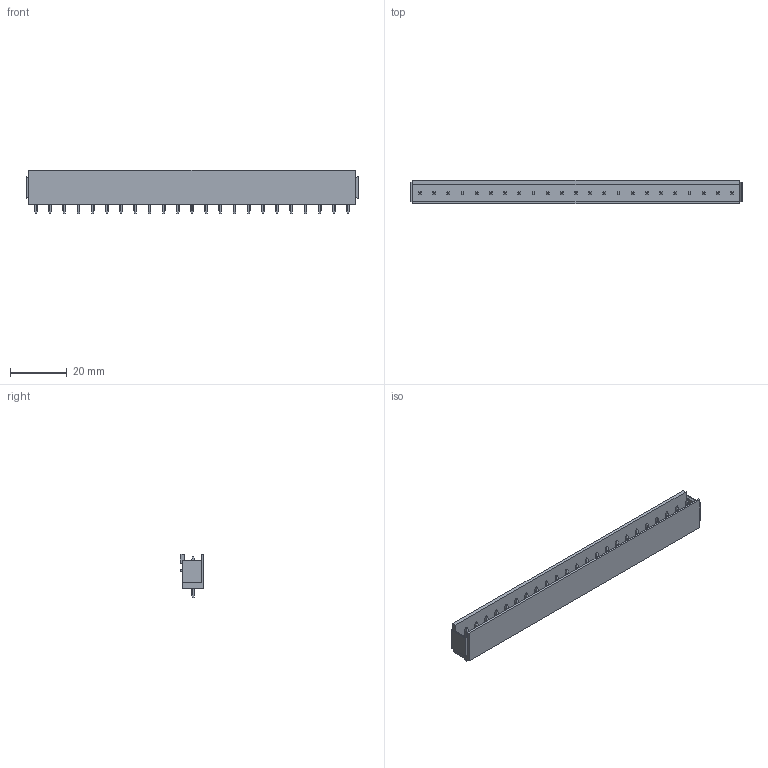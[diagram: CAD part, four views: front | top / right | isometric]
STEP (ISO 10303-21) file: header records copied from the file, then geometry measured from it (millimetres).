
FILE_DESCRIPTION(('CATIA V5 STEP Exchange','CAx-IF Rec.Pracs.--- Model Styling and Organization---1.2---2011-12-15'),'2;1');
FILE_NAME ('D1452980_0_1581990000_1581990000.stp','2018-10-12T04:34:56+00:00',('none'),('Weidmueller'),'CATIA Version 5-6 Release 2014','CATIA V5 STEP AP214','none');
FILE_SCHEMA(('AUTOMOTIVE_DESIGN { 1 0 10303 214 1 1 1 1 }'));
Length unit declared in the file: millimetre
Products named in the file (1): 1581990000
Bounding box: 117 x 8.43 x 15.2 mm (x, y, z)
Volume: 5164 mm3; surface area: 8483.2 mm2
Topology: 24 solids, 24 shells, 645 faces, 1779 edges, 1182 vertices
Faces by surface type: plane 459, cylinder 186
Entity records: 19220 total; most frequent: CARTESIAN_POINT 4704, ORIENTED_EDGE 3558, DIRECTION 2043, EDGE_CURVE 1779, VECTOR 1219, LINE 1219, VERTEX_POINT 1182, EDGE_LOOP 691
